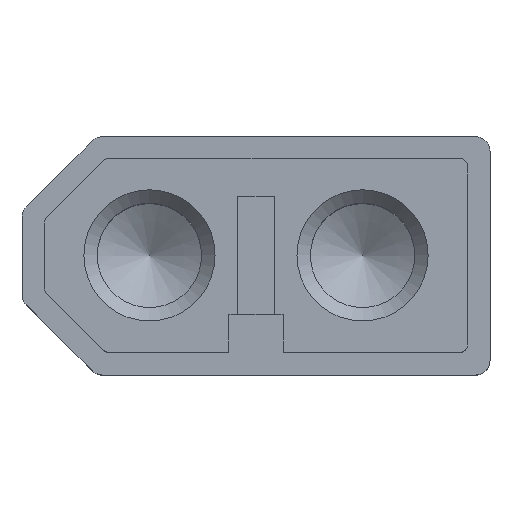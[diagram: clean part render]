
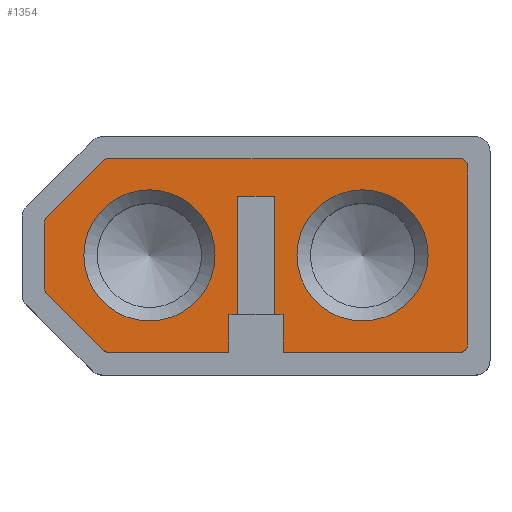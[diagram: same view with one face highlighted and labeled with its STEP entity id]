
A CAD part, top view. The second image highlights one B-rep face of the part: STEP entity #1354.
In plain terms, the highlighted planar face has unit normal (0, 0, 1).
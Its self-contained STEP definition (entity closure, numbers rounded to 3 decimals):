
#16=FACE_BOUND('',#254,.T.);
#17=FACE_BOUND('',#255,.T.);
#85=CIRCLE('',#1474,2.2);
#86=CIRCLE('',#1475,2.2);
#87=CIRCLE('',#1477,2.2);
#88=CIRCLE('',#1478,2.2);
#89=CIRCLE('',#1488,0.25);
#91=CIRCLE('',#1492,0.25);
#92=CIRCLE('',#1493,0.25);
#93=CIRCLE('',#1494,0.25);
#94=CIRCLE('',#1495,0.25);
#95=CIRCLE('',#1496,0.25);
#180=FACE_OUTER_BOUND('',#253,.T.);
#253=EDGE_LOOP('',(#1101,#1102,#1103,#1104,#1105,#1106,#1107,#1108,#1109,
#1110,#1111,#1112,#1113,#1114,#1115,#1116,#1117,#1118,#1119,#1120));
#254=EDGE_LOOP('',(#1121,#1122));
#255=EDGE_LOOP('',(#1123,#1124));
#343=LINE('',#2162,#471);
#347=LINE('',#2171,#475);
#349=LINE('',#2175,#477);
#355=LINE('',#2187,#483);
#357=LINE('',#2189,#485);
#358=LINE('',#2192,#486);
#361=LINE('',#2198,#489);
#364=LINE('',#2203,#492);
#367=LINE('',#2214,#495);
#370=LINE('',#2220,#498);
#371=LINE('',#2224,#499);
#372=LINE('',#2228,#500);
#373=LINE('',#2232,#501);
#374=LINE('',#2236,#502);
#471=VECTOR('',#1760,10.);
#475=VECTOR('',#1766,10.);
#477=VECTOR('',#1770,10.);
#483=VECTOR('',#1778,10.);
#485=VECTOR('',#1780,10.);
#486=VECTOR('',#1783,10.);
#489=VECTOR('',#1788,10.);
#492=VECTOR('',#1793,10.);
#495=VECTOR('',#1806,10.);
#498=VECTOR('',#1811,10.);
#499=VECTOR('',#1814,10.);
#500=VECTOR('',#1817,10.);
#501=VECTOR('',#1820,10.);
#502=VECTOR('',#1823,10.);
#609=VERTEX_POINT('',#2144);
#610=VERTEX_POINT('',#2145);
#611=VERTEX_POINT('',#2150);
#612=VERTEX_POINT('',#2151);
#615=VERTEX_POINT('',#2159);
#616=VERTEX_POINT('',#2161);
#619=VERTEX_POINT('',#2168);
#620=VERTEX_POINT('',#2170);
#621=VERTEX_POINT('',#2174);
#623=VERTEX_POINT('',#2180);
#626=VERTEX_POINT('',#2185);
#627=VERTEX_POINT('',#2191);
#629=VERTEX_POINT('',#2197);
#631=VERTEX_POINT('',#2207);
#633=VERTEX_POINT('',#2213);
#635=VERTEX_POINT('',#2219);
#636=VERTEX_POINT('',#2221);
#637=VERTEX_POINT('',#2223);
#638=VERTEX_POINT('',#2225);
#639=VERTEX_POINT('',#2227);
#640=VERTEX_POINT('',#2229);
#641=VERTEX_POINT('',#2231);
#642=VERTEX_POINT('',#2233);
#643=VERTEX_POINT('',#2235);
#771=EDGE_CURVE('',#609,#610,#85,.T.);
#772=EDGE_CURVE('',#610,#609,#86,.T.);
#774=EDGE_CURVE('',#611,#612,#87,.T.);
#775=EDGE_CURVE('',#612,#611,#88,.T.);
#779=EDGE_CURVE('',#616,#615,#343,.T.);
#783=EDGE_CURVE('',#620,#619,#347,.T.);
#785=EDGE_CURVE('',#621,#616,#349,.T.);
#791=EDGE_CURVE('',#615,#626,#355,.T.);
#793=EDGE_CURVE('',#623,#620,#357,.T.);
#794=EDGE_CURVE('',#626,#627,#358,.T.);
#797=EDGE_CURVE('',#627,#629,#361,.T.);
#800=EDGE_CURVE('',#629,#623,#364,.T.);
#802=EDGE_CURVE('',#621,#631,#89,.T.);
#805=EDGE_CURVE('',#633,#631,#367,.T.);
#808=EDGE_CURVE('',#619,#635,#370,.T.);
#809=EDGE_CURVE('',#636,#635,#91,.T.);
#810=EDGE_CURVE('',#636,#637,#371,.T.);
#811=EDGE_CURVE('',#638,#637,#92,.T.);
#812=EDGE_CURVE('',#638,#639,#372,.T.);
#813=EDGE_CURVE('',#640,#639,#93,.T.);
#814=EDGE_CURVE('',#640,#641,#373,.T.);
#815=EDGE_CURVE('',#642,#641,#94,.T.);
#816=EDGE_CURVE('',#642,#643,#374,.T.);
#817=EDGE_CURVE('',#633,#643,#95,.T.);
#1101=ORIENTED_EDGE('',*,*,#783,.T.);
#1102=ORIENTED_EDGE('',*,*,#808,.T.);
#1103=ORIENTED_EDGE('',*,*,#809,.F.);
#1104=ORIENTED_EDGE('',*,*,#810,.T.);
#1105=ORIENTED_EDGE('',*,*,#811,.F.);
#1106=ORIENTED_EDGE('',*,*,#812,.T.);
#1107=ORIENTED_EDGE('',*,*,#813,.F.);
#1108=ORIENTED_EDGE('',*,*,#814,.T.);
#1109=ORIENTED_EDGE('',*,*,#815,.F.);
#1110=ORIENTED_EDGE('',*,*,#816,.T.);
#1111=ORIENTED_EDGE('',*,*,#817,.F.);
#1112=ORIENTED_EDGE('',*,*,#805,.T.);
#1113=ORIENTED_EDGE('',*,*,#802,.F.);
#1114=ORIENTED_EDGE('',*,*,#785,.T.);
#1115=ORIENTED_EDGE('',*,*,#779,.T.);
#1116=ORIENTED_EDGE('',*,*,#791,.T.);
#1117=ORIENTED_EDGE('',*,*,#794,.T.);
#1118=ORIENTED_EDGE('',*,*,#797,.T.);
#1119=ORIENTED_EDGE('',*,*,#800,.T.);
#1120=ORIENTED_EDGE('',*,*,#793,.T.);
#1121=ORIENTED_EDGE('',*,*,#771,.T.);
#1122=ORIENTED_EDGE('',*,*,#772,.T.);
#1123=ORIENTED_EDGE('',*,*,#774,.T.);
#1124=ORIENTED_EDGE('',*,*,#775,.T.);
#1294=PLANE('',#1491);
#1354=ADVANCED_FACE('',(#180,#16,#17),#1294,.T.);
#1474=AXIS2_PLACEMENT_3D('',#2146,#1744,#1745);
#1475=AXIS2_PLACEMENT_3D('',#2147,#1746,#1747);
#1477=AXIS2_PLACEMENT_3D('',#2152,#1751,#1752);
#1478=AXIS2_PLACEMENT_3D('',#2153,#1753,#1754);
#1488=AXIS2_PLACEMENT_3D('',#2208,#1799,#1800);
#1491=AXIS2_PLACEMENT_3D('',#2218,#1809,#1810);
#1492=AXIS2_PLACEMENT_3D('',#2222,#1812,#1813);
#1493=AXIS2_PLACEMENT_3D('',#2226,#1815,#1816);
#1494=AXIS2_PLACEMENT_3D('',#2230,#1818,#1819);
#1495=AXIS2_PLACEMENT_3D('',#2234,#1821,#1822);
#1496=AXIS2_PLACEMENT_3D('',#2237,#1824,#1825);
#1744=DIRECTION('center_axis',(0.,0.,-1.));
#1745=DIRECTION('ref_axis',(1.,0.,0.));
#1746=DIRECTION('center_axis',(0.,0.,-1.));
#1747=DIRECTION('ref_axis',(1.,0.,0.));
#1751=DIRECTION('center_axis',(0.,0.,-1.));
#1752=DIRECTION('ref_axis',(1.,0.,0.));
#1753=DIRECTION('center_axis',(0.,0.,-1.));
#1754=DIRECTION('ref_axis',(1.,0.,0.));
#1760=DIRECTION('',(0.,1.,0.));
#1766=DIRECTION('',(0.,-1.,0.));
#1770=DIRECTION('',(1.,0.,0.));
#1778=DIRECTION('',(1.,0.,0.));
#1780=DIRECTION('',(1.,0.,0.));
#1783=DIRECTION('',(0.,1.,0.));
#1788=DIRECTION('',(1.,0.,0.));
#1793=DIRECTION('',(0.,-1.,0.));
#1799=DIRECTION('center_axis',(0.,0.,-1.));
#1800=DIRECTION('ref_axis',(-0.383,-0.924,0.));
#1806=DIRECTION('',(0.707,-0.707,0.));
#1809=DIRECTION('center_axis',(0.,0.,1.));
#1810=DIRECTION('ref_axis',(1.,0.,0.));
#1811=DIRECTION('',(1.,0.,0.));
#1812=DIRECTION('center_axis',(0.,0.,-1.));
#1813=DIRECTION('ref_axis',(0.707,-0.707,0.));
#1814=DIRECTION('',(0.,1.,0.));
#1815=DIRECTION('center_axis',(0.,0.,-1.));
#1816=DIRECTION('ref_axis',(0.707,0.707,0.));
#1817=DIRECTION('',(-1.,0.,0.));
#1818=DIRECTION('center_axis',(0.,0.,-1.));
#1819=DIRECTION('ref_axis',(-0.383,0.924,0.));
#1820=DIRECTION('',(-0.707,-0.707,0.));
#1821=DIRECTION('center_axis',(0.,0.,-1.));
#1822=DIRECTION('ref_axis',(-0.924,0.383,0.));
#1823=DIRECTION('',(0.,-1.,0.));
#1824=DIRECTION('center_axis',(0.,0.,-1.));
#1825=DIRECTION('ref_axis',(-0.924,-0.383,0.));
#2144=CARTESIAN_POINT('',(5.775,0.,15.75));
#2145=CARTESIAN_POINT('',(1.375,0.,15.75));
#2146=CARTESIAN_POINT('Origin',(3.575,0.,15.75));
#2147=CARTESIAN_POINT('Origin',(3.575,0.,15.75));
#2150=CARTESIAN_POINT('',(-1.375,0.,15.75));
#2151=CARTESIAN_POINT('',(-5.775,0.,15.75));
#2152=CARTESIAN_POINT('Origin',(-3.575,0.,15.75));
#2153=CARTESIAN_POINT('Origin',(-3.575,0.,15.75));
#2159=CARTESIAN_POINT('',(-0.91,-1.98,15.75));
#2161=CARTESIAN_POINT('',(-0.91,-3.25,15.75));
#2162=CARTESIAN_POINT('',(-0.91,-1.625,15.75));
#2168=CARTESIAN_POINT('',(0.91,-3.25,15.75));
#2170=CARTESIAN_POINT('',(0.91,-1.98,15.75));
#2171=CARTESIAN_POINT('',(0.91,-0.99,15.75));
#2174=CARTESIAN_POINT('',(-4.936,-3.25,15.75));
#2175=CARTESIAN_POINT('',(-2.52,-3.25,15.75));
#2180=CARTESIAN_POINT('',(0.62,-1.98,15.75));
#2185=CARTESIAN_POINT('',(-0.62,-1.98,15.75));
#2187=CARTESIAN_POINT('',(-0.455,-1.98,15.75));
#2189=CARTESIAN_POINT('',(-0.455,-1.98,15.75));
#2191=CARTESIAN_POINT('',(-0.62,1.98,15.75));
#2192=CARTESIAN_POINT('',(-0.62,0.99,15.75));
#2197=CARTESIAN_POINT('',(0.62,1.98,15.75));
#2198=CARTESIAN_POINT('',(0.31,1.98,15.75));
#2203=CARTESIAN_POINT('',(0.62,-0.99,15.75));
#2207=CARTESIAN_POINT('',(-5.113,-3.177,15.75));
#2208=CARTESIAN_POINT('Origin',(-4.936,-3.,15.75));
#2213=CARTESIAN_POINT('',(-7.027,-1.263,15.75));
#2214=CARTESIAN_POINT('',(-5.622,-2.667,15.75));
#2218=CARTESIAN_POINT('Origin',(0.,0.,15.75));
#2219=CARTESIAN_POINT('',(6.85,-3.25,15.75));
#2220=CARTESIAN_POINT('',(-2.52,-3.25,15.75));
#2221=CARTESIAN_POINT('',(7.1,-3.,15.75));
#2222=CARTESIAN_POINT('Origin',(6.85,-3.,15.75));
#2223=CARTESIAN_POINT('',(7.1,3.,15.75));
#2224=CARTESIAN_POINT('',(7.1,-1.625,15.75));
#2225=CARTESIAN_POINT('',(6.85,3.25,15.75));
#2226=CARTESIAN_POINT('Origin',(6.85,3.,15.75));
#2227=CARTESIAN_POINT('',(-4.936,3.25,15.75));
#2228=CARTESIAN_POINT('',(3.55,3.25,15.75));
#2229=CARTESIAN_POINT('',(-5.113,3.177,15.75));
#2230=CARTESIAN_POINT('Origin',(-4.936,3.,15.75));
#2231=CARTESIAN_POINT('',(-7.027,1.263,15.75));
#2232=CARTESIAN_POINT('',(-4.592,3.697,15.75));
#2233=CARTESIAN_POINT('',(-7.1,1.086,15.75));
#2234=CARTESIAN_POINT('Origin',(-6.85,1.086,15.75));
#2235=CARTESIAN_POINT('',(-7.1,-1.086,15.75));
#2236=CARTESIAN_POINT('',(-7.1,0.595,15.75));
#2237=CARTESIAN_POINT('Origin',(-6.85,-1.086,15.75));
